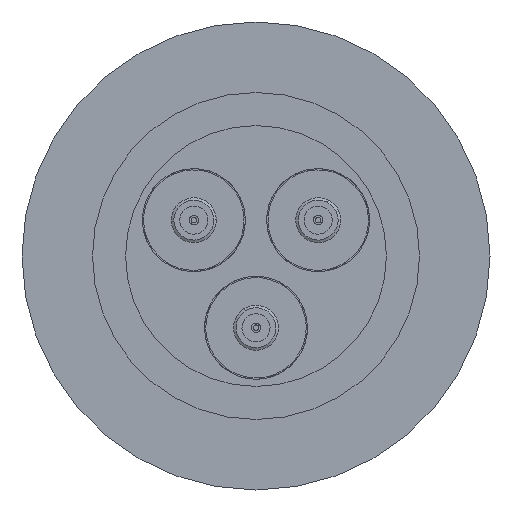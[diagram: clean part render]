
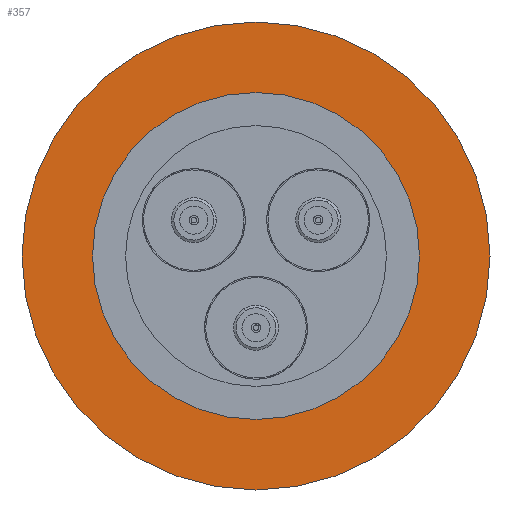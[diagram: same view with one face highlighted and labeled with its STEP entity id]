
A CAD part, left-side view. The second image highlights one B-rep face of the part: STEP entity #357.
In plain terms, the highlighted planar face has unit normal (-1, 0, 0).
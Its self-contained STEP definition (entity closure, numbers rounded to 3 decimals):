
#11 = ORIENTED_EDGE ( 'NONE', *, *, #969, .T. ) ;
#33 = DIRECTION ( 'NONE',  ( 1., 0., 0. ) ) ;
#61 = DIRECTION ( 'NONE',  ( 0., 0., -1. ) ) ;
#80 = CIRCLE ( 'NONE', #1647, 26.2 ) ;
#100 = ORIENTED_EDGE ( 'NONE', *, *, #1165, .F. ) ;
#127 = PLANE ( 'NONE',  #207 ) ;
#207 = AXIS2_PLACEMENT_3D ( 'NONE', #970, #33, #61 ) ;
#256 = EDGE_CURVE ( 'NONE', #822, #1243, #973, .T. ) ;
#313 = VERTEX_POINT ( 'NONE', #909 ) ;
#357 = ADVANCED_FACE ( 'NONE', ( #900, #1728 ), #127, .F. ) ;
#424 = CARTESIAN_POINT ( 'NONE',  ( 0., 0., -37.5 ) ) ;
#441 = AXIS2_PLACEMENT_3D ( 'NONE', #1856, #1548, #780 ) ;
#543 = CIRCLE ( 'NONE', #1798, 37.5 ) ;
#580 = CARTESIAN_POINT ( 'NONE',  ( 0., 0., 37.5 ) ) ;
#628 = EDGE_LOOP ( 'NONE', ( #1425, #11 ) ) ;
#672 = AXIS2_PLACEMENT_3D ( 'NONE', #987, #812, #1597 ) ;
#780 = DIRECTION ( 'NONE',  ( 0., 0., 1. ) ) ;
#811 = CARTESIAN_POINT ( 'NONE',  ( 0., 0., 0. ) ) ;
#812 = DIRECTION ( 'NONE',  ( -1., 0., 0. ) ) ;
#822 = VERTEX_POINT ( 'NONE', #580 ) ;
#827 = EDGE_LOOP ( 'NONE', ( #1783, #100 ) ) ;
#900 = FACE_BOUND ( 'NONE', #827, .T. ) ;
#909 = CARTESIAN_POINT ( 'NONE',  ( 0., 0., 26.2 ) ) ;
#969 = EDGE_CURVE ( 'NONE', #1243, #822, #543, .T. ) ;
#970 = CARTESIAN_POINT ( 'NONE',  ( 0., 0., -37.5 ) ) ;
#973 = CIRCLE ( 'NONE', #441, 37.5 ) ;
#987 = CARTESIAN_POINT ( 'NONE',  ( 0., 0., 0. ) ) ;
#1165 = EDGE_CURVE ( 'NONE', #1977, #313, #80, .T. ) ;
#1243 = VERTEX_POINT ( 'NONE', #424 ) ;
#1254 = EDGE_CURVE ( 'NONE', #313, #1977, #1580, .T. ) ;
#1346 = DIRECTION ( 'NONE',  ( 0., 0., 1. ) ) ;
#1425 = ORIENTED_EDGE ( 'NONE', *, *, #256, .T. ) ;
#1451 = DIRECTION ( 'NONE',  ( -1., 0., 0. ) ) ;
#1548 = DIRECTION ( 'NONE',  ( -1., 0., 0. ) ) ;
#1580 = CIRCLE ( 'NONE', #672, 26.2 ) ;
#1597 = DIRECTION ( 'NONE',  ( 0., 0., 1. ) ) ;
#1647 = AXIS2_PLACEMENT_3D ( 'NONE', #811, #1451, #1346 ) ;
#1689 = DIRECTION ( 'NONE',  ( -1., 0., 0. ) ) ;
#1723 = CARTESIAN_POINT ( 'NONE',  ( 0., 0., -26.2 ) ) ;
#1728 = FACE_OUTER_BOUND ( 'NONE', #628, .T. ) ;
#1783 = ORIENTED_EDGE ( 'NONE', *, *, #1254, .F. ) ;
#1798 = AXIS2_PLACEMENT_3D ( 'NONE', #2002, #1689, #1987 ) ;
#1856 = CARTESIAN_POINT ( 'NONE',  ( 0., 0., 0. ) ) ;
#1977 = VERTEX_POINT ( 'NONE', #1723 ) ;
#1987 = DIRECTION ( 'NONE',  ( 0., 0., 1. ) ) ;
#2002 = CARTESIAN_POINT ( 'NONE',  ( 0., 0., 0. ) ) ;
